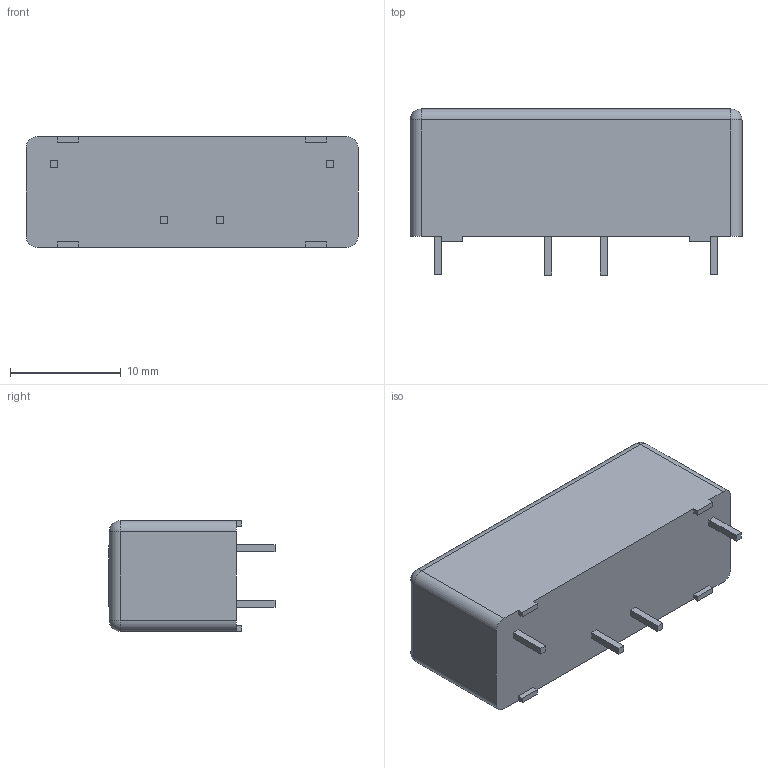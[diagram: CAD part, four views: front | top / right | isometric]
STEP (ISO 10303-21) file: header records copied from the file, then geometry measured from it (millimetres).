
FILE_DESCRIPTION (( 'STEP AP214' ), '1' );
FILE_NAME ('S8-0504.step', '2015-07-06T11:45:41', ( 'Martin' ), ( '' ), 'SwSTEP 2.0', 'SolidWorks 2014', '' );
FILE_SCHEMA (( 'AUTOMOTIVE_DESIGN' ));
Length unit declared in the file: millimetre
Products named in the file (1): S8-0504
Bounding box: 30 x 15 x 10 mm (x, y, z)
Volume: 3430.5 mm3; surface area: 1515.7 mm2
Topology: 1 solids, 1 shells, 152 faces, 394 edges, 256 vertices
Faces by surface type: plane 81, bspline 59, cylinder 8, sphere 4
Entity records: 9205 total; most frequent: CARTESIAN_POINT 4626, ORIENTED_EDGE 780, DIRECTION 476, EDGE_CURVE 390, VECTOR 256, VERTEX_POINT 256, LINE 256, EDGE_LOOP 168
